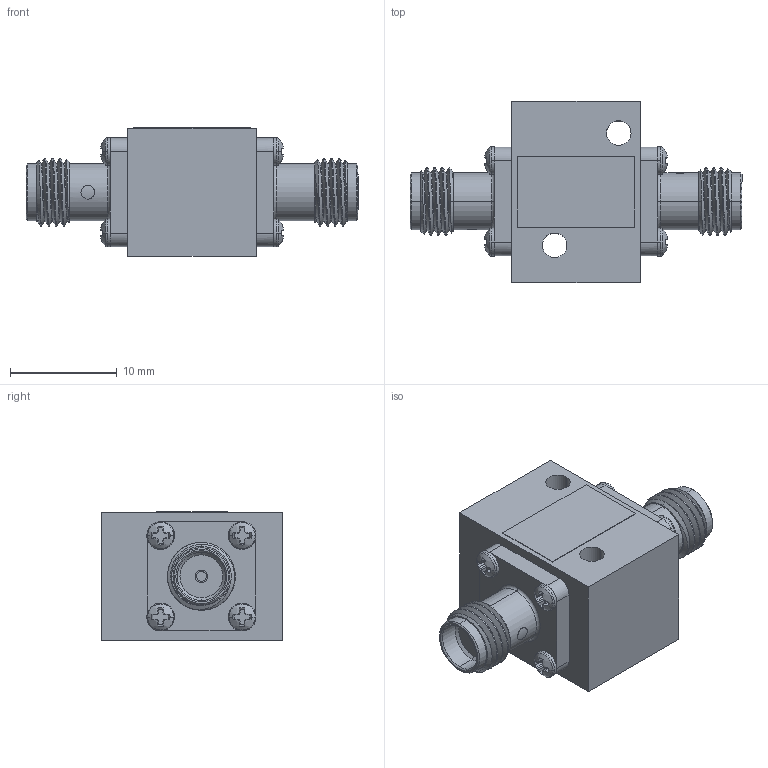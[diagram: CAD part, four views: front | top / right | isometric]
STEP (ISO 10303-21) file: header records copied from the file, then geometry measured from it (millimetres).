
FILE_DESCRIPTION (( 'STEP AP214' ), '1' );
FILE_NAME ('PE83IR1028 ¦ FMIR1028.step', '2020-04-21T15:25:08', ( '' ), ( '' ), 'SwSTEP 2.0', 'SolidWorks 2018', '' );
FILE_SCHEMA (( 'AUTOMOTIVE_DESIGN' ));
Length unit declared in the file: inch
Products named in the file (1): PE83IR1028 ｦ FMIR1028
Bounding box: 31.05 x 17 x 12.05 mm (x, y, z)
Volume: 3016.9 mm3; surface area: 1896.8 mm2
Topology: 1 solids, 1 shells, 349 faces, 944 edges, 614 vertices
Faces by surface type: plane 177, cylinder 66, cone 64, bspline 38, torus 4
Entity records: 13654 total; most frequent: CARTESIAN_POINT 5374, ORIENTED_EDGE 1888, DIRECTION 1530, EDGE_CURVE 944, VERTEX_POINT 614, AXIS2_PLACEMENT_3D 580, EDGE_LOOP 370, LINE 370
